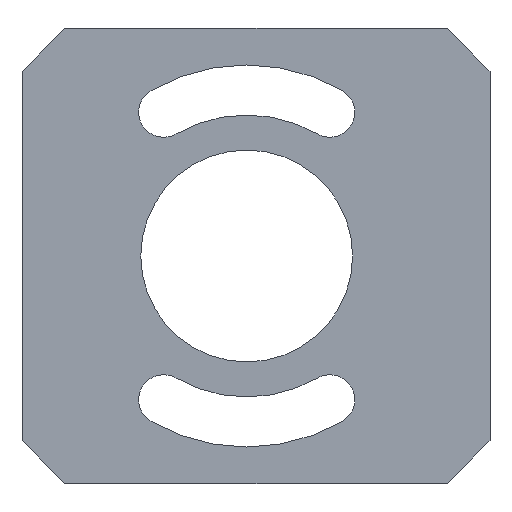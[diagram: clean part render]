
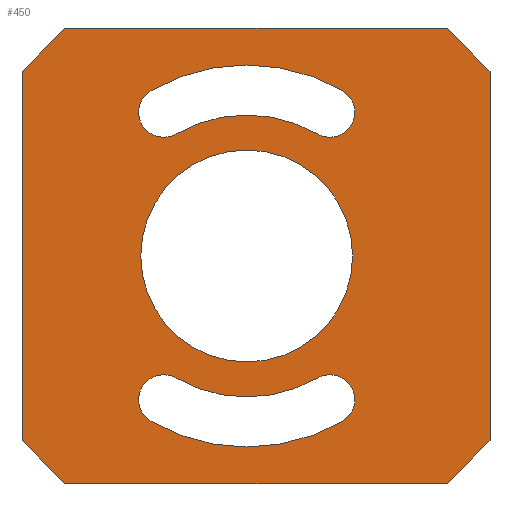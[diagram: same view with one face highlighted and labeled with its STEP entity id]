
A CAD part, front view. The second image highlights one B-rep face of the part: STEP entity #450.
In plain terms, the highlighted planar face has unit normal (0, -1, 0).
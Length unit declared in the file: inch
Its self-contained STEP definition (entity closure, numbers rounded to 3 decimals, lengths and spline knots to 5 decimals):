
#1=DIRECTION('',(-0.707,0.,-0.707));
#2=VECTOR('',#1,0.16703);
#3=CARTESIAN_POINT('',(-1.16929,-0.15748,0.62598));
#4=LINE('',#3,#2);
#5=DIRECTION('',(1.,0.,0.));
#6=VECTOR('',#5,1.05118);
#7=CARTESIAN_POINT('',(-1.16929,-0.15748,0.62598));
#8=LINE('',#7,#6);
#9=DIRECTION('',(-0.707,0.,0.707));
#10=VECTOR('',#9,0.16703);
#11=CARTESIAN_POINT('',(0.,-0.15748,0.50787));
#12=LINE('',#11,#10);
#13=DIRECTION('',(0.,0.,-1.));
#14=VECTOR('',#13,1.01575);
#15=CARTESIAN_POINT('',(0.,-0.15748,0.50787));
#16=LINE('',#15,#14);
#17=DIRECTION('',(0.707,0.,0.707));
#18=VECTOR('',#17,0.16703);
#19=CARTESIAN_POINT('',(-0.11811,-0.15748,
-0.62598));
#20=LINE('',#19,#18);
#21=DIRECTION('',(-1.,0.,0.));
#22=VECTOR('',#21,1.05118);
#23=CARTESIAN_POINT('',(-0.11811,-0.15748,
-0.62598));
#24=LINE('',#23,#22);
#25=DIRECTION('',(0.707,0.,-0.707));
#26=VECTOR('',#25,0.16703);
#27=CARTESIAN_POINT('',(-1.2874,-0.15748,
-0.50787));
#28=LINE('',#27,#26);
#29=DIRECTION('',(0.,0.,1.));
#30=VECTOR('',#29,1.01575);
#31=CARTESIAN_POINT('',(-1.2874,-0.15748,
-0.50787));
#32=LINE('',#31,#30);
#33=CARTESIAN_POINT('',(-0.66929,-0.15748,0.));
#34=DIRECTION('',(0.,1.,0.));
#35=DIRECTION('',(-1.,0.,0.));
#36=AXIS2_PLACEMENT_3D('',#33,#34,#35);
#38=CARTESIAN_POINT('',(-0.66929,-0.15748,0.));
#39=DIRECTION('',(0.,1.,0.));
#40=DIRECTION('',(1.,0.,0.));
#41=AXIS2_PLACEMENT_3D('',#38,#39,#40);
#43=CARTESIAN_POINT('',(-0.66929,-0.15748,0.));
#44=DIRECTION('',(0.,1.,0.));
#45=DIRECTION('',(-0.5,0.,0.866));
#46=AXIS2_PLACEMENT_3D('',#43,#44,#45);
#48=CARTESIAN_POINT('',(-0.89764,-0.15748,
0.39551));
#49=DIRECTION('',(0.,1.,0.));
#50=DIRECTION('',(0.5,0.,-0.866));
#51=AXIS2_PLACEMENT_3D('',#48,#49,#50);
#53=CARTESIAN_POINT('',(-0.66929,-0.15748,0.));
#54=DIRECTION('',(0.,1.,0.));
#55=DIRECTION('',(-0.5,0.,0.866));
#56=AXIS2_PLACEMENT_3D('',#53,#54,#55);
#58=CARTESIAN_POINT('',(-0.44094,-0.15748,
0.39551));
#59=DIRECTION('',(0.,1.,0.));
#60=DIRECTION('',(0.5,0.,0.866));
#61=AXIS2_PLACEMENT_3D('',#58,#59,#60);
#63=CARTESIAN_POINT('',(-0.66929,-0.15748,0.));
#64=DIRECTION('',(0.,1.,0.));
#65=DIRECTION('',(0.5,0.,-0.866));
#66=AXIS2_PLACEMENT_3D('',#63,#64,#65);
#68=CARTESIAN_POINT('',(-0.44094,-0.15748,
-0.39551));
#69=DIRECTION('',(0.,1.,0.));
#70=DIRECTION('',(-0.5,0.,0.866));
#71=AXIS2_PLACEMENT_3D('',#68,#69,#70);
#73=CARTESIAN_POINT('',(-0.66929,-0.15748,0.));
#74=DIRECTION('',(0.,1.,0.));
#75=DIRECTION('',(0.5,0.,-0.866));
#76=AXIS2_PLACEMENT_3D('',#73,#74,#75);
#78=CARTESIAN_POINT('',(-0.89764,-0.15748,
-0.39551));
#79=DIRECTION('',(0.,1.,0.));
#80=DIRECTION('',(-0.5,0.,-0.866));
#81=AXIS2_PLACEMENT_3D('',#78,#79,#80);
#309=CARTESIAN_POINT('',(-0.96063,-0.15748,0.));
#310=CARTESIAN_POINT('',(-0.37795,-0.15748,0.));
#311=VERTEX_POINT('',#309);
#312=VERTEX_POINT('',#310);
#313=CARTESIAN_POINT('',(-0.93209,-0.15748,
0.45517));
#314=CARTESIAN_POINT('',(-0.4065,-0.15748,
0.45517));
#315=VERTEX_POINT('',#313);
#316=VERTEX_POINT('',#314);
#317=CARTESIAN_POINT('',(-0.47539,-0.15748,
0.33584));
#318=VERTEX_POINT('',#317);
#319=CARTESIAN_POINT('',(-0.86319,-0.15748,
0.33584));
#320=VERTEX_POINT('',#319);
#321=CARTESIAN_POINT('',(-0.4065,-0.15748,
-0.45517));
#322=CARTESIAN_POINT('',(-0.93209,-0.15748,
-0.45517));
#323=VERTEX_POINT('',#321);
#324=VERTEX_POINT('',#322);
#325=CARTESIAN_POINT('',(-0.86319,-0.15748,
-0.33584));
#326=VERTEX_POINT('',#325);
#327=CARTESIAN_POINT('',(-0.47539,-0.15748,
-0.33584));
#328=VERTEX_POINT('',#327);
#349=CARTESIAN_POINT('',(-1.16929,-0.15748,
0.62598));
#350=CARTESIAN_POINT('',(-1.2874,-0.15748,
0.50787));
#351=VERTEX_POINT('',#349);
#352=VERTEX_POINT('',#350);
#357=CARTESIAN_POINT('',(0.,-0.15748,0.50787));
#358=CARTESIAN_POINT('',(-0.11811,-0.15748,
0.62598));
#359=VERTEX_POINT('',#357);
#360=VERTEX_POINT('',#358);
#365=CARTESIAN_POINT('',(-0.11811,-0.15748,
-0.62598));
#366=CARTESIAN_POINT('',(0.,-0.15748,-0.50787));
#367=VERTEX_POINT('',#365);
#368=VERTEX_POINT('',#366);
#373=CARTESIAN_POINT('',(-1.2874,-0.15748,
-0.50787));
#374=CARTESIAN_POINT('',(-1.16929,-0.15748,
-0.62598));
#375=VERTEX_POINT('',#373);
#376=VERTEX_POINT('',#374);
#401=CARTESIAN_POINT('',(-0.6437,-0.15748,0.));
#402=DIRECTION('',(0.,1.,0.));
#403=DIRECTION('',(-1.,0.,0.));
#404=AXIS2_PLACEMENT_3D('',#401,#402,#403);
#405=PLANE('',#404);
#407=ORIENTED_EDGE('',*,*,#406,.F.);
#409=ORIENTED_EDGE('',*,*,#408,.T.);
#411=ORIENTED_EDGE('',*,*,#410,.F.);
#413=ORIENTED_EDGE('',*,*,#412,.T.);
#415=ORIENTED_EDGE('',*,*,#414,.F.);
#417=ORIENTED_EDGE('',*,*,#416,.T.);
#419=ORIENTED_EDGE('',*,*,#418,.F.);
#421=ORIENTED_EDGE('',*,*,#420,.T.);
#422=EDGE_LOOP('',(#407,#409,#411,#413,#415,#417,#419,#421));
#423=FACE_OUTER_BOUND('',#422,.F.);
#425=ORIENTED_EDGE('',*,*,#424,.F.);
#427=ORIENTED_EDGE('',*,*,#426,.F.);
#428=EDGE_LOOP('',(#425,#427));
#429=FACE_BOUND('',#428,.F.);
#431=ORIENTED_EDGE('',*,*,#430,.F.);
#433=ORIENTED_EDGE('',*,*,#432,.F.);
#435=ORIENTED_EDGE('',*,*,#434,.T.);
#437=ORIENTED_EDGE('',*,*,#436,.F.);
#438=EDGE_LOOP('',(#431,#433,#435,#437));
#439=FACE_BOUND('',#438,.F.);
#441=ORIENTED_EDGE('',*,*,#440,.F.);
#443=ORIENTED_EDGE('',*,*,#442,.F.);
#445=ORIENTED_EDGE('',*,*,#444,.T.);
#447=ORIENTED_EDGE('',*,*,#446,.F.);
#448=EDGE_LOOP('',(#441,#443,#445,#447));
#449=FACE_BOUND('',#448,.F.);
#450=ADVANCED_FACE('',(#423,#429,#439,#449),#405,.F.);
#37=CIRCLE('',#36,0.29134);
#42=CIRCLE('',#41,0.29134);
#47=CIRCLE('',#46,0.52559);
#52=CIRCLE('',#51,0.0689);
#57=CIRCLE('',#56,0.3878);
#62=CIRCLE('',#61,0.0689);
#67=CIRCLE('',#66,0.52559);
#72=CIRCLE('',#71,0.0689);
#77=CIRCLE('',#76,0.3878);
#82=CIRCLE('',#81,0.0689);
#406=EDGE_CURVE('',#351,#352,#4,.T.);
#408=EDGE_CURVE('',#351,#360,#8,.T.);
#410=EDGE_CURVE('',#359,#360,#12,.T.);
#412=EDGE_CURVE('',#359,#368,#16,.T.);
#414=EDGE_CURVE('',#367,#368,#20,.T.);
#416=EDGE_CURVE('',#367,#376,#24,.T.);
#418=EDGE_CURVE('',#375,#376,#28,.T.);
#420=EDGE_CURVE('',#375,#352,#32,.T.);
#424=EDGE_CURVE('',#311,#312,#37,.T.);
#426=EDGE_CURVE('',#312,#311,#42,.T.);
#430=EDGE_CURVE('',#315,#316,#47,.T.);
#432=EDGE_CURVE('',#320,#315,#52,.T.);
#434=EDGE_CURVE('',#320,#318,#57,.T.);
#436=EDGE_CURVE('',#316,#318,#62,.T.);
#440=EDGE_CURVE('',#323,#324,#67,.T.);
#442=EDGE_CURVE('',#328,#323,#72,.T.);
#444=EDGE_CURVE('',#328,#326,#77,.T.);
#446=EDGE_CURVE('',#324,#326,#82,.T.);
